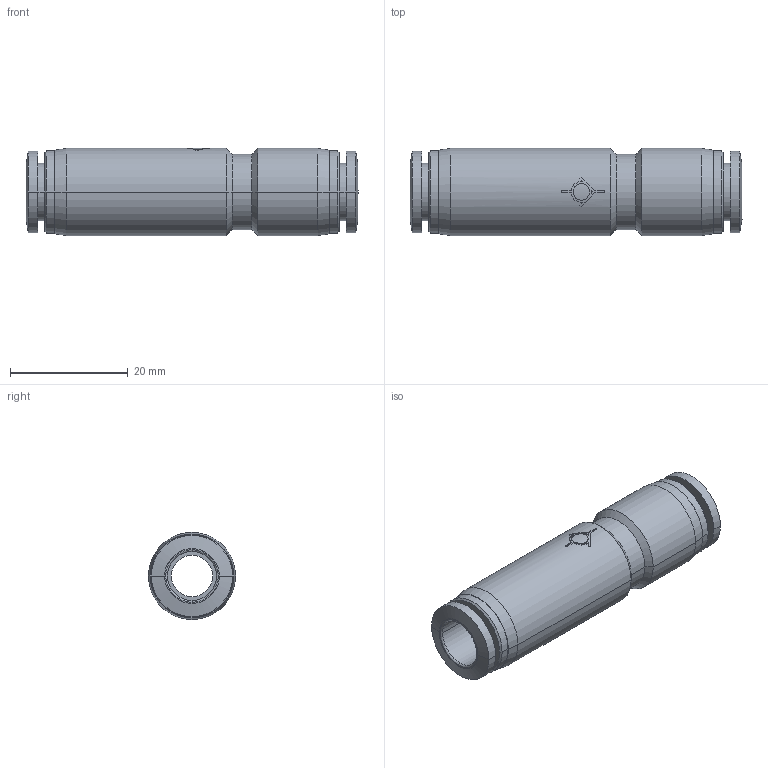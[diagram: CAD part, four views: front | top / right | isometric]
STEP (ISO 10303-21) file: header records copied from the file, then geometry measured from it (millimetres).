
FILE_DESCRIPTION (( 'STEP AP214' ), '1' );
FILE_NAME ('CVU8M.step', '2016-02-24T20:31:27', ( '' ), ( '' ), 'SwSTEP 2.0', 'SolidWorks 2015', '' );
FILE_SCHEMA (( 'AUTOMOTIVE_DESIGN' ));
Length unit declared in the file: inch
Products named in the file (1): CVU8M
Bounding box: 56.4 x 14.8 x 14.8 mm (x, y, z)
Volume: 6305.4 mm3; surface area: 4451.9 mm2
Topology: 1 solids, 1 shells, 76 faces, 169 edges, 106 vertices
Faces by surface type: cylinder 32, plane 24, cone 16, bspline 4
Entity records: 3545 total; most frequent: CARTESIAN_POINT 852, DIRECTION 357, ORIENTED_EDGE 338, EDGE_CURVE 169, AXIS2_PLACEMENT_3D 145, VERTEX_POINT 106, EDGE_LOOP 89, DIMENSIONAL_EXPONENTS 79
